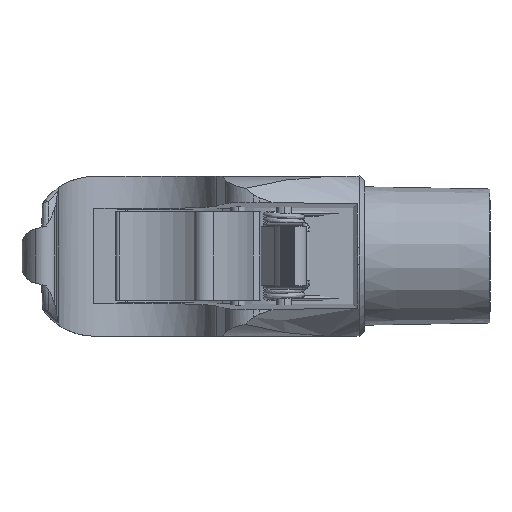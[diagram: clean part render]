
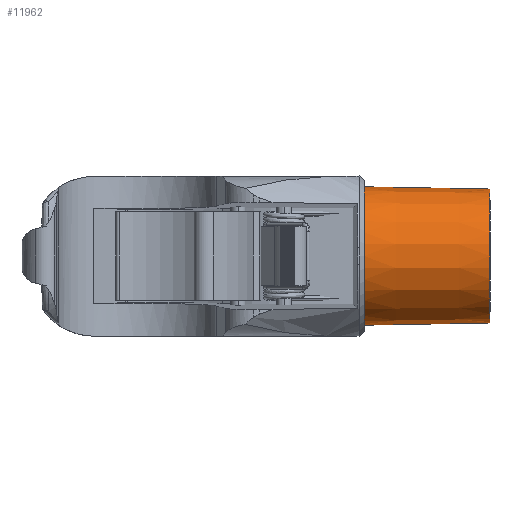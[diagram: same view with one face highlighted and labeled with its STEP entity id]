
A CAD part, front view. The second image highlights one B-rep face of the part: STEP entity #11962.
In plain terms, the highlighted conical face has half-angle 1 degrees and reference radius 22 mm.
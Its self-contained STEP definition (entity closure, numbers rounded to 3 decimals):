
#1104 = EDGE_CURVE ( 'NONE', #9773, #15934, #10694, .T. ) ;
#1235 = ORIENTED_EDGE ( 'NONE', *, *, #2126, .F. ) ;
#1488 = VERTEX_POINT ( 'NONE', #13326 ) ;
#1754 = DIRECTION ( 'NONE',  ( -1., 0., 0.017 ) ) ;
#2126 = EDGE_CURVE ( 'NONE', #1488, #9773, #3114, .T. ) ;
#2517 = CARTESIAN_POINT ( 'NONE',  ( 963.333, 455.737, -21.302 ) ) ;
#2853 = FACE_OUTER_BOUND ( 'NONE', #9947, .T. ) ;
#3114 = CIRCLE ( 'NONE', #8877, 21.302 ) ;
#3953 = ORIENTED_EDGE ( 'NONE', *, *, #16054, .T. ) ;
#3961 = CARTESIAN_POINT ( 'NONE',  ( 923.333, 455.737, 0. ) ) ;
#4385 = CARTESIAN_POINT ( 'NONE',  ( 923.333, 455.737, 22. ) ) ;
#5100 = VECTOR ( 'NONE', #10940, 1000. ) ;
#5545 = EDGE_CURVE ( 'NONE', #9936, #15934, #12890, .T. ) ;
#6605 = CARTESIAN_POINT ( 'NONE',  ( 923.333, 455.737, -22. ) ) ;
#6677 = DIRECTION ( 'NONE',  ( 1., 0., 0. ) ) ;
#7702 = DIRECTION ( 'NONE',  ( 0., 0., -1. ) ) ;
#8178 = LINE ( 'NONE', #15480, #13764 ) ;
#8877 = AXIS2_PLACEMENT_3D ( 'NONE', #13369, #15940, #7702 ) ;
#9773 = VERTEX_POINT ( 'NONE', #2517 ) ;
#9936 = VERTEX_POINT ( 'NONE', #4385 ) ;
#9947 = EDGE_LOOP ( 'NONE', ( #16322, #1235, #3953, #13762 ) ) ;
#10694 = LINE ( 'NONE', #6605, #5100 ) ;
#10940 = DIRECTION ( 'NONE',  ( -1., 0., -0.017 ) ) ;
#11715 = DIRECTION ( 'NONE',  ( 0., 0., 1. ) ) ;
#11962 = ADVANCED_FACE ( 'NONE', ( #2853 ), #16411, .T. ) ;
#12890 = CIRCLE ( 'NONE', #13259, 22. ) ;
#13259 = AXIS2_PLACEMENT_3D ( 'NONE', #3961, #6677, #13590 ) ;
#13326 = CARTESIAN_POINT ( 'NONE',  ( 963.333, 455.737, 21.302 ) ) ;
#13369 = CARTESIAN_POINT ( 'NONE',  ( 963.333, 455.737, 0. ) ) ;
#13590 = DIRECTION ( 'NONE',  ( 0., 0., -1. ) ) ;
#13762 = ORIENTED_EDGE ( 'NONE', *, *, #5545, .T. ) ;
#13764 = VECTOR ( 'NONE', #1754, 1000. ) ;
#14465 = AXIS2_PLACEMENT_3D ( 'NONE', #14476, #15908, #11715 ) ;
#14476 = CARTESIAN_POINT ( 'NONE',  ( 923.333, 455.737, 0. ) ) ;
#15480 = CARTESIAN_POINT ( 'NONE',  ( 923.333, 455.737, 22. ) ) ;
#15604 = CARTESIAN_POINT ( 'NONE',  ( 923.333, 455.737, -22. ) ) ;
#15908 = DIRECTION ( 'NONE',  ( -1., 0., 0. ) ) ;
#15934 = VERTEX_POINT ( 'NONE', #15604 ) ;
#15940 = DIRECTION ( 'NONE',  ( 1., 0., 0. ) ) ;
#16054 = EDGE_CURVE ( 'NONE', #1488, #9936, #8178, .T. ) ;
#16322 = ORIENTED_EDGE ( 'NONE', *, *, #1104, .F. ) ;
#16411 = CONICAL_SURFACE ( 'NONE', #14465, 22., 0.017 ) ;
